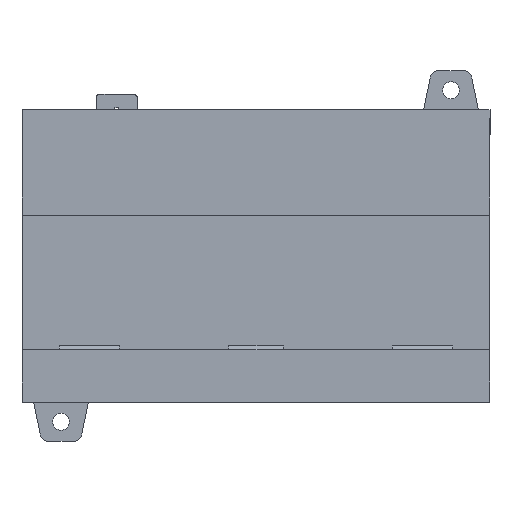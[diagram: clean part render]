
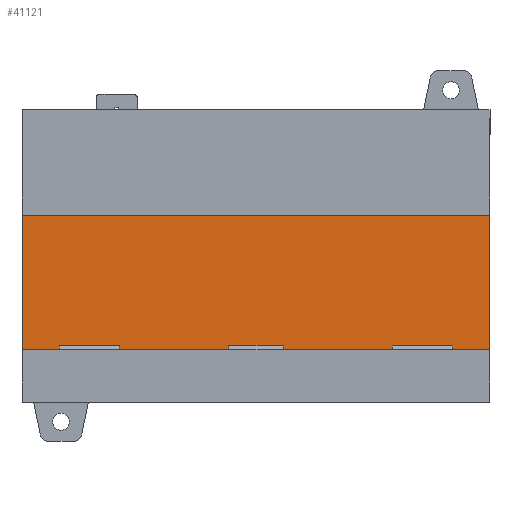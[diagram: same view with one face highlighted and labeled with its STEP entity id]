
A CAD part, front view. The second image highlights one B-rep face of the part: STEP entity #41121.
In plain terms, the highlighted planar face has unit normal (0, -1, 0).
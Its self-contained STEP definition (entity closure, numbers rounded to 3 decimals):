
#10534 = CARTESIAN_POINT ( 'NONE',  ( -23.168, -33.112, 59.332 ) ) ;
#10535 = LINE ( 'NONE', #10534, #10597 ) ;
#10536 = CARTESIAN_POINT ( 'NONE',  ( -23.168, -33.112, 34.332 ) ) ;
#10595 = CARTESIAN_POINT ( 'NONE',  ( -23.168, -33.112, 69.832 ) ) ;
#10596 = DIRECTION ( 'NONE',  ( 0., 0., -1. ) ) ;
#10597 = VECTOR ( 'NONE', #10596, 1000. ) ;
#14112 = FACE_OUTER_BOUND ( 'NONE', #41122, .T. ) ;
#14113 = DIRECTION ( 'NONE',  ( 1., 0., 0. ) ) ;
#14114 = VECTOR ( 'NONE', #14113, 1000. ) ;
#14115 = CARTESIAN_POINT ( 'NONE',  ( -23.168, -33.112, 69.832 ) ) ;
#14116 = LINE ( 'NONE', #14115, #14114 ) ;
#14143 = DIRECTION ( 'NONE',  ( -1., 0., 0. ) ) ;
#14144 = DIRECTION ( 'NONE',  ( 0., -1., 0. ) ) ;
#14145 = CARTESIAN_POINT ( 'NONE',  ( -23.168, -33.112, 59.332 ) ) ;
#14146 = AXIS2_PLACEMENT_3D ( 'NONE', #14145, #14144, #14143 ) ;
#14147 = PLANE ( 'NONE',  #14146 ) ;
#14286 = DIRECTION ( 'NONE',  ( 1., 0., 0. ) ) ;
#14287 = VECTOR ( 'NONE', #14286, 1000. ) ;
#14288 = CARTESIAN_POINT ( 'NONE',  ( -23.168, -33.112, 34.332 ) ) ;
#14289 = LINE ( 'NONE', #14288, #14287 ) ;
#23095 = CARTESIAN_POINT ( 'NONE',  ( 96.832, -33.112, 34.332 ) ) ;
#23096 = DIRECTION ( 'NONE',  ( 0., 0., -1. ) ) ;
#23097 = VECTOR ( 'NONE', #23096, 1000. ) ;
#23098 = CARTESIAN_POINT ( 'NONE',  ( 96.832, -33.112, 59.332 ) ) ;
#23099 = LINE ( 'NONE', #23098, #23097 ) ;
#23101 = CARTESIAN_POINT ( 'NONE',  ( 96.832, -33.112, 69.832 ) ) ;
#38959 = VERTEX_POINT ( 'NONE', #10536 ) ;
#38963 = EDGE_CURVE ( 'NONE', #38965, #38959, #10535, .T. ) ;
#38965 = VERTEX_POINT ( 'NONE', #10595 ) ;
#41119 = EDGE_CURVE ( 'NONE', #38965, #44638, #14116, .T. ) ;
#41121 = ADVANCED_FACE ( 'NONE', ( #14112 ), #14147, .T. ) ;
#41122 = EDGE_LOOP ( 'NONE', ( #41123, #41222, #41223, #41226 ) ) ;
#41123 = ORIENTED_EDGE ( 'NONE', *, *, #41221, .T. ) ;
#41221 = EDGE_CURVE ( 'NONE', #38959, #44641, #14289, .T. ) ;
#41222 = ORIENTED_EDGE ( 'NONE', *, *, #44640, .F. ) ;
#41223 = ORIENTED_EDGE ( 'NONE', *, *, #41119, .F. ) ;
#41226 = ORIENTED_EDGE ( 'NONE', *, *, #38963, .T. ) ;
#44638 = VERTEX_POINT ( 'NONE', #23101 ) ;
#44640 = EDGE_CURVE ( 'NONE', #44638, #44641, #23099, .T. ) ;
#44641 = VERTEX_POINT ( 'NONE', #23095 ) ;
